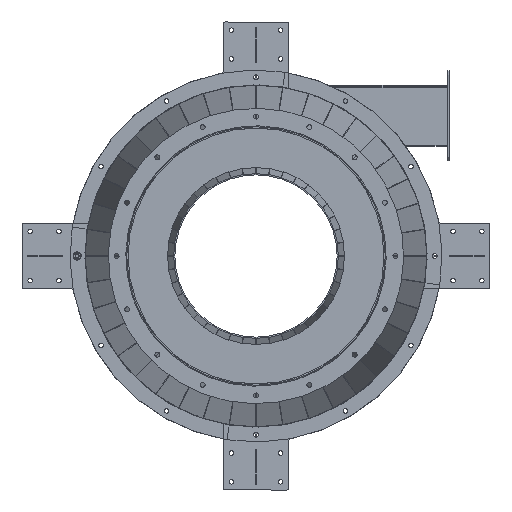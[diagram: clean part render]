
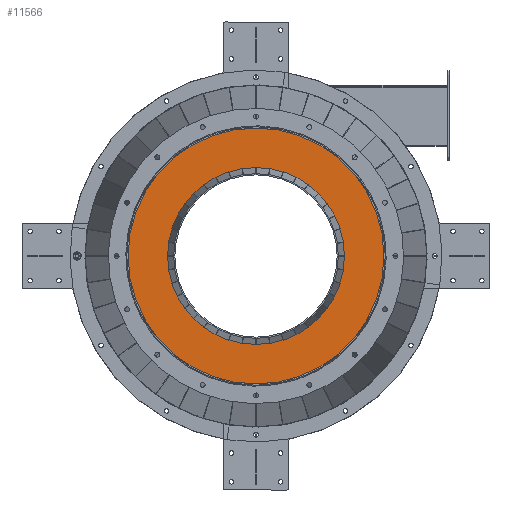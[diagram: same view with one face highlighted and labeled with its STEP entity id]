
A CAD part, front view. The second image highlights one B-rep face of the part: STEP entity #11566.
In plain terms, the highlighted planar face has unit normal (0, -1, 0).
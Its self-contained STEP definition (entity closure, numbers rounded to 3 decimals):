
#1404 = CARTESIAN_POINT ( 'NONE',  ( 0., 0., -312. ) ) ;
#1911 = CIRCLE ( 'NONE', #13178, 215.5 ) ;
#2156 = AXIS2_PLACEMENT_3D ( 'NONE', #12868, #9732, #10687 ) ;
#2427 = DIRECTION ( 'NONE',  ( 0., 1., 0. ) ) ;
#3155 = AXIS2_PLACEMENT_3D ( 'NONE', #4057, #11254, #8179 ) ;
#3274 = DIRECTION ( 'NONE',  ( 0., 1., 0. ) ) ;
#3532 = FACE_BOUND ( 'NONE', #4254, .T. ) ;
#3729 = CARTESIAN_POINT ( 'NONE',  ( 0., 0., 0. ) ) ;
#3795 = DIRECTION ( 'NONE',  ( 0., 0., 1. ) ) ;
#4057 = CARTESIAN_POINT ( 'NONE',  ( 0., 0., 0. ) ) ;
#4254 = EDGE_LOOP ( 'NONE', ( #10724, #6106 ) ) ;
#4503 = CIRCLE ( 'NONE', #2156, 312. ) ;
#4569 = ORIENTED_EDGE ( 'NONE', *, *, #12593, .F. ) ;
#4871 = VERTEX_POINT ( 'NONE', #8104 ) ;
#4931 = VERTEX_POINT ( 'NONE', #8174 ) ;
#5088 = EDGE_CURVE ( 'NONE', #4931, #12642, #1911, .T. ) ;
#5321 = CIRCLE ( 'NONE', #10951, 312. ) ;
#5501 = CARTESIAN_POINT ( 'NONE',  ( 0., 0., 0. ) ) ;
#6106 = ORIENTED_EDGE ( 'NONE', *, *, #5088, .T. ) ;
#6676 = AXIS2_PLACEMENT_3D ( 'NONE', #5501, #3274, #12852 ) ;
#6690 = CARTESIAN_POINT ( 'NONE',  ( 0., 0., -215.5 ) ) ;
#6759 = EDGE_CURVE ( 'NONE', #12642, #4931, #8983, .T. ) ;
#6863 = DIRECTION ( 'NONE',  ( 0., 1., 0. ) ) ;
#7367 = EDGE_CURVE ( 'NONE', #12879, #4871, #5321, .T. ) ;
#7807 = ORIENTED_EDGE ( 'NONE', *, *, #7367, .F. ) ;
#8104 = CARTESIAN_POINT ( 'NONE',  ( 0., 0., 312. ) ) ;
#8174 = CARTESIAN_POINT ( 'NONE',  ( 0., 0., 215.5 ) ) ;
#8179 = DIRECTION ( 'NONE',  ( 0., 0., 1. ) ) ;
#8414 = FACE_OUTER_BOUND ( 'NONE', #11921, .T. ) ;
#8778 = CARTESIAN_POINT ( 'NONE',  ( 0., 0., 0. ) ) ;
#8983 = CIRCLE ( 'NONE', #3155, 215.5 ) ;
#9732 = DIRECTION ( 'NONE',  ( 0., 1., 0. ) ) ;
#10687 = DIRECTION ( 'NONE',  ( 0., 0., 1. ) ) ;
#10724 = ORIENTED_EDGE ( 'NONE', *, *, #6759, .T. ) ;
#10951 = AXIS2_PLACEMENT_3D ( 'NONE', #3729, #6863, #3795 ) ;
#11254 = DIRECTION ( 'NONE',  ( 0., 1., 0. ) ) ;
#11566 = ADVANCED_FACE ( 'NONE', ( #8414, #3532 ), #12574, .F. ) ;
#11921 = EDGE_LOOP ( 'NONE', ( #7807, #4569 ) ) ;
#12574 = PLANE ( 'NONE',  #6676 ) ;
#12593 = EDGE_CURVE ( 'NONE', #4871, #12879, #4503, .T. ) ;
#12642 = VERTEX_POINT ( 'NONE', #6690 ) ;
#12852 = DIRECTION ( 'NONE',  ( 0., 0., 1. ) ) ;
#12868 = CARTESIAN_POINT ( 'NONE',  ( 0., 0., 0. ) ) ;
#12879 = VERTEX_POINT ( 'NONE', #1404 ) ;
#12941 = DIRECTION ( 'NONE',  ( 0., 0., 1. ) ) ;
#13178 = AXIS2_PLACEMENT_3D ( 'NONE', #8778, #2427, #12941 ) ;
